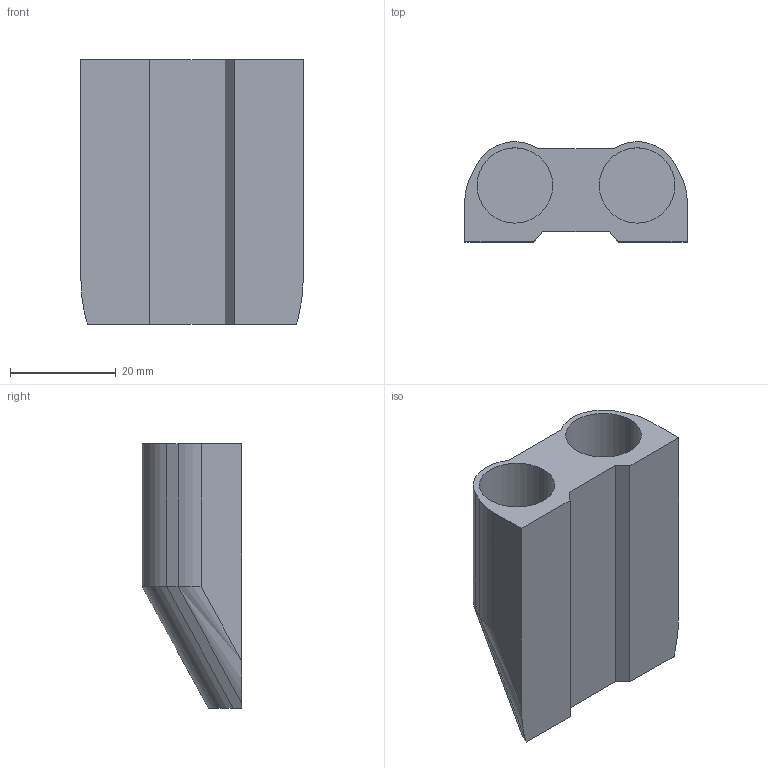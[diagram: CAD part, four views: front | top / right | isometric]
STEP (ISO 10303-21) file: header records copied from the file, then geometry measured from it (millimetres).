
FILE_DESCRIPTION (( 'STEP AP214' ), '1' );
FILE_NAME ('valf_govdesi_v2.STEP', '2022-11-18T14:32:07', ( '' ), ( '' ), 'SwSTEP 2.0', 'SolidWorks 2022', '' );
FILE_SCHEMA (( 'AUTOMOTIVE_DESIGN' ));
Length unit declared in the file: millimetre
Products named in the file (1): valf_govdesi_v2
Bounding box: 42 x 18.84 x 50 mm (x, y, z)
Volume: 24438.5 mm3; surface area: 7602.6 mm2
Topology: 1 solids, 1 shells, 29 faces, 69 edges, 44 vertices
Faces by surface type: plane 17, cylinder 8, bspline 4
Entity records: 885 total; most frequent: CARTESIAN_POINT 181, ORIENTED_EDGE 138, DIRECTION 137, EDGE_CURVE 69, VECTOR 49, LINE 49, VERTEX_POINT 44, AXIS2_PLACEMENT_3D 44
